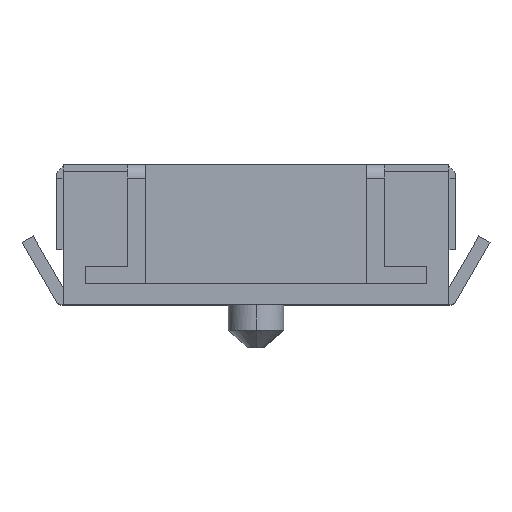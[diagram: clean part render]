
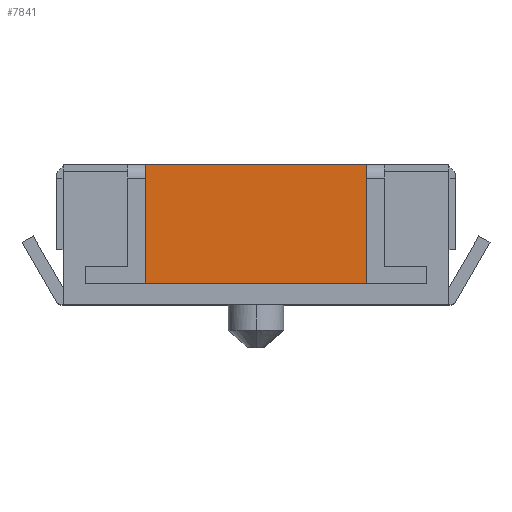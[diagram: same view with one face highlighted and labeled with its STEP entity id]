
A CAD part, top view. The second image highlights one B-rep face of the part: STEP entity #7841.
In plain terms, the highlighted planar face has unit normal (0, 0, 1).
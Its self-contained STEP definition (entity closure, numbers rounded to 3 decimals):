
#220 = DIRECTION ( 'NONE',  ( -1., 0., 0. ) ) ;
#491 = ORIENTED_EDGE ( 'NONE', *, *, #1989, .T. ) ;
#521 = VERTEX_POINT ( 'NONE', #9831 ) ;
#636 = FACE_OUTER_BOUND ( 'NONE', #9354, .T. ) ;
#1758 = EDGE_CURVE ( 'NONE', #7222, #521, #10865, .T. ) ;
#1989 = EDGE_CURVE ( 'NONE', #521, #13401, #3783, .T. ) ;
#2857 = EDGE_CURVE ( 'NONE', #13401, #12235, #10450, .T. ) ;
#3297 = CARTESIAN_POINT ( 'NONE',  ( 0., 0., 2.75 ) ) ;
#3783 = LINE ( 'NONE', #11321, #10853 ) ;
#4642 = VECTOR ( 'NONE', #5933, 1000. ) ;
#4676 = CARTESIAN_POINT ( 'NONE',  ( -1.3, 1.65, 2.75 ) ) ;
#5341 = LINE ( 'NONE', #5786, #4642 ) ;
#5786 = CARTESIAN_POINT ( 'NONE',  ( 1.3, 0.25, 2.75 ) ) ;
#5933 = DIRECTION ( 'NONE',  ( 1., 0., 0. ) ) ;
#6339 = ORIENTED_EDGE ( 'NONE', *, *, #2857, .T. ) ;
#6742 = DIRECTION ( 'NONE',  ( 1., 0., 0. ) ) ;
#7123 = VECTOR ( 'NONE', #13474, 1000. ) ;
#7222 = VERTEX_POINT ( 'NONE', #9608 ) ;
#7323 = CARTESIAN_POINT ( 'NONE',  ( -1.3, 0.25, 2.75 ) ) ;
#7841 = ADVANCED_FACE ( 'NONE', ( #636 ), #10791, .T. ) ;
#8415 = VECTOR ( 'NONE', #9759, 1000. ) ;
#9259 = EDGE_CURVE ( 'NONE', #12235, #7222, #5341, .T. ) ;
#9354 = EDGE_LOOP ( 'NONE', ( #6339, #13937, #10350, #491 ) ) ;
#9608 = CARTESIAN_POINT ( 'NONE',  ( 1.3, 0.25, 2.75 ) ) ;
#9759 = DIRECTION ( 'NONE',  ( 0., 1., 0. ) ) ;
#9831 = CARTESIAN_POINT ( 'NONE',  ( 1.3, 1.65, 2.75 ) ) ;
#9983 = DIRECTION ( 'NONE',  ( 0., 0., 1. ) ) ;
#10350 = ORIENTED_EDGE ( 'NONE', *, *, #1758, .T. ) ;
#10450 = LINE ( 'NONE', #13577, #7123 ) ;
#10791 = PLANE ( 'NONE',  #13889 ) ;
#10853 = VECTOR ( 'NONE', #220, 1000. ) ;
#10865 = LINE ( 'NONE', #11026, #8415 ) ;
#11026 = CARTESIAN_POINT ( 'NONE',  ( 1.3, 0.07, 2.75 ) ) ;
#11321 = CARTESIAN_POINT ( 'NONE',  ( 1.3, 1.65, 2.75 ) ) ;
#12235 = VERTEX_POINT ( 'NONE', #7323 ) ;
#13401 = VERTEX_POINT ( 'NONE', #4676 ) ;
#13474 = DIRECTION ( 'NONE',  ( 0., -1., 0. ) ) ;
#13577 = CARTESIAN_POINT ( 'NONE',  ( -1.3, 0.07, 2.75 ) ) ;
#13889 = AXIS2_PLACEMENT_3D ( 'NONE', #3297, #9983, #6742 ) ;
#13937 = ORIENTED_EDGE ( 'NONE', *, *, #9259, .T. ) ;
